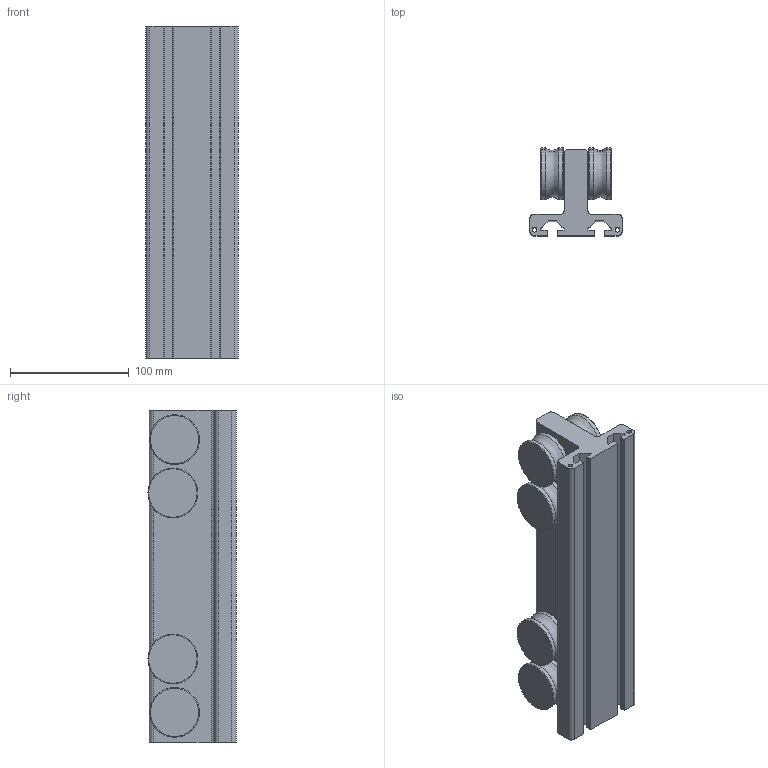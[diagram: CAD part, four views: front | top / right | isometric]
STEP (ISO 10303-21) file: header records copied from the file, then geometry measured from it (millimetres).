
FILE_DESCRIPTION((''),'2;1');
FILE_NAME('SL9001N.ipt.step','2007-09-10T15:14:36',(''),(''),'Autodesk Inventor 11','Autodesk Inventor 11','');
FILE_SCHEMA(('AUTOMOTIVE_DESIGN { 1 0 10303 214 1 1 1 1 }'));
Length unit declared in the file: millimetre
Products named in the file (1): SL9001N
Bounding box: 78 x 74.25 x 280 mm (x, y, z)
Volume: 799654.5 mm3; surface area: 157399.6 mm2
Topology: 9 solids, 9 shells, 96 faces, 204 edges, 126 vertices
Faces by surface type: plane 46, cylinder 24, torus 16, bspline 10
Full cylindrical faces by diameter (mm): 42 x16
Entity records: 2841 total; most frequent: CARTESIAN_POINT 911, DIRECTION 402, ORIENTED_EDGE 320, EDGE_CURVE 160, AXIS2_PLACEMENT_3D 155, EDGE_LOOP 142, VERTEX_POINT 124, FACE_OUTER_BOUND 96
